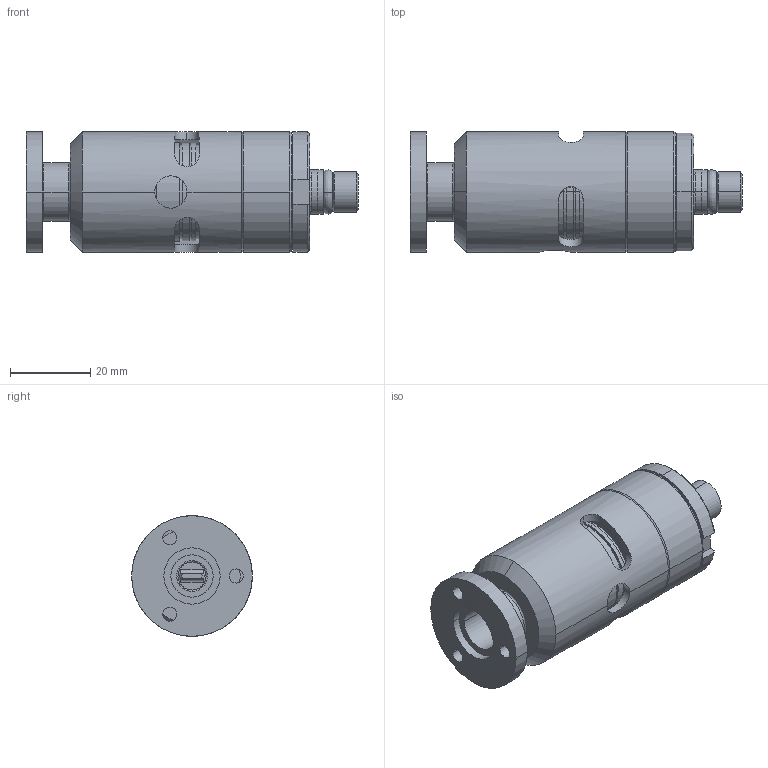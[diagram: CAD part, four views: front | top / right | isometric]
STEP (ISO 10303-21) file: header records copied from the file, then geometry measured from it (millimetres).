
FILE_DESCRIPTION (( 'STEP AP214' ), '1' );
FILE_NAME ('AKP30-0,016-300-...-A.STEP', '2021-03-12T15:07:40', ( '' ), ( '' ), 'SwSTEP 2.0', 'SolidWorks 2020', '' );
FILE_SCHEMA (( 'AUTOMOTIVE_DESIGN' ));
Length unit declared in the file: millimetre
Products named in the file (1): AKP30-0,016-300-...-A
Bounding box: 82.5 x 30 x 30 mm (x, y, z)
Volume: 42779.4 mm3; surface area: 13324.1 mm2
Topology: 1 solids, 1 shells, 288 faces, 711 edges, 446 vertices
Faces by surface type: plane 125, cylinder 100, cone 43, torus 16, bspline 4
Entity records: 9501 total; most frequent: CARTESIAN_POINT 2536, DIRECTION 1527, ORIENTED_EDGE 1398, EDGE_CURVE 699, AXIS2_PLACEMENT_3D 605, VERTEX_POINT 446, EDGE_LOOP 335, CIRCLE 320
